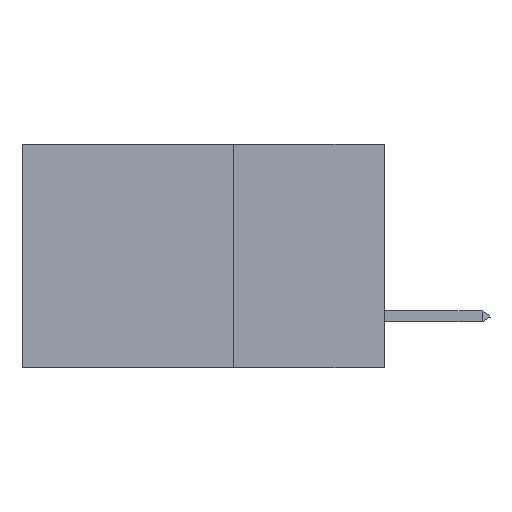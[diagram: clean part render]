
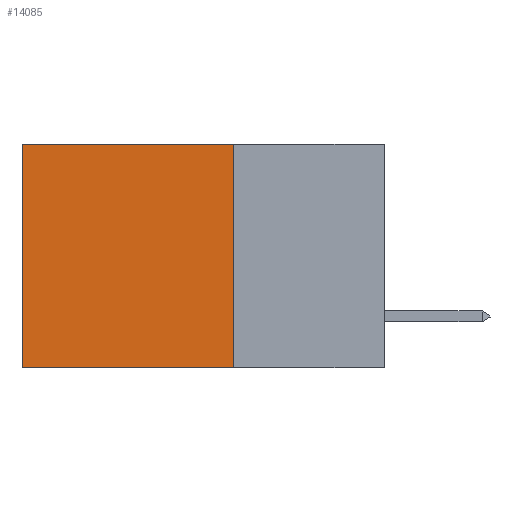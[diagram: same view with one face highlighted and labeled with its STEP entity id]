
A CAD part, left-side view. The second image highlights one B-rep face of the part: STEP entity #14085.
In plain terms, the highlighted planar face has unit normal (-1, 0, 0).
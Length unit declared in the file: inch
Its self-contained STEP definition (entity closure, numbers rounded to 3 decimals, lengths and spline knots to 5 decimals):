
#401 = EDGE_LOOP ( 'NONE', ( #14871, #25714, #3364, #8872 ) ) ;
#967 = DIRECTION ( 'NONE',  ( 0., 1., 0. ) ) ;
#2673 = VECTOR ( 'NONE', #21734, 39.37008 ) ;
#3364 = ORIENTED_EDGE ( 'NONE', *, *, #26316, .F. ) ;
#3661 = LINE ( 'NONE', #19935, #2673 ) ;
#3939 = DIRECTION ( 'NONE',  ( 1., 0., 0. ) ) ;
#4032 = FACE_OUTER_BOUND ( 'NONE', #401, .T. ) ;
#4187 = DIRECTION ( 'NONE',  ( 0., 0., -1. ) ) ;
#4617 = DIRECTION ( 'NONE',  ( 0., 0., -1. ) ) ;
#5813 = LINE ( 'NONE', #21605, #15881 ) ;
#8620 = VECTOR ( 'NONE', #967, 39.37008 ) ;
#8737 = AXIS2_PLACEMENT_3D ( 'NONE', #23047, #3939, #4617 ) ;
#8872 = ORIENTED_EDGE ( 'NONE', *, *, #20154, .T. ) ;
#10097 = VERTEX_POINT ( 'NONE', #11315 ) ;
#11315 = CARTESIAN_POINT ( 'NONE',  ( 0.2875, 0.25, -0.37 ) ) ;
#13265 = DIRECTION ( 'NONE',  ( 0., 0., -1. ) ) ;
#13384 = VECTOR ( 'NONE', #4187, 39.37008 ) ;
#14085 = ADVANCED_FACE ( 'NONE', ( #4032 ), #19032, .F. ) ;
#14871 = ORIENTED_EDGE ( 'NONE', *, *, #22363, .T. ) ;
#14969 = EDGE_CURVE ( 'NONE', #10097, #19924, #3661, .T. ) ;
#15653 = CARTESIAN_POINT ( 'NONE',  ( 0.2875, 0.25, 0. ) ) ;
#15699 = CARTESIAN_POINT ( 'NONE',  ( 0.2875, 0.6, 0. ) ) ;
#15881 = VECTOR ( 'NONE', #13265, 39.37008 ) ;
#16149 = LINE ( 'NONE', #16929, #8620 ) ;
#16929 = CARTESIAN_POINT ( 'NONE',  ( 0.2875, 0.25, 0. ) ) ;
#17050 = VERTEX_POINT ( 'NONE', #15699 ) ;
#17606 = CARTESIAN_POINT ( 'NONE',  ( 0.2875, 0.6, -0.37 ) ) ;
#19032 = PLANE ( 'NONE',  #8737 ) ;
#19924 = VERTEX_POINT ( 'NONE', #17606 ) ;
#19935 = CARTESIAN_POINT ( 'NONE',  ( 0.2875, 0.25, -0.37 ) ) ;
#20154 = EDGE_CURVE ( 'NONE', #25082, #17050, #16149, .T. ) ;
#21605 = CARTESIAN_POINT ( 'NONE',  ( 0.2875, 0.25, 0. ) ) ;
#21734 = DIRECTION ( 'NONE',  ( 0., 1., 0. ) ) ;
#22363 = EDGE_CURVE ( 'NONE', #17050, #19924, #22764, .T. ) ;
#22764 = LINE ( 'NONE', #25121, #13384 ) ;
#23047 = CARTESIAN_POINT ( 'NONE',  ( 0.2875, 0.25, 0. ) ) ;
#25082 = VERTEX_POINT ( 'NONE', #15653 ) ;
#25121 = CARTESIAN_POINT ( 'NONE',  ( 0.2875, 0.6, 0. ) ) ;
#25714 = ORIENTED_EDGE ( 'NONE', *, *, #14969, .F. ) ;
#26316 = EDGE_CURVE ( 'NONE', #25082, #10097, #5813, .T. ) ;
